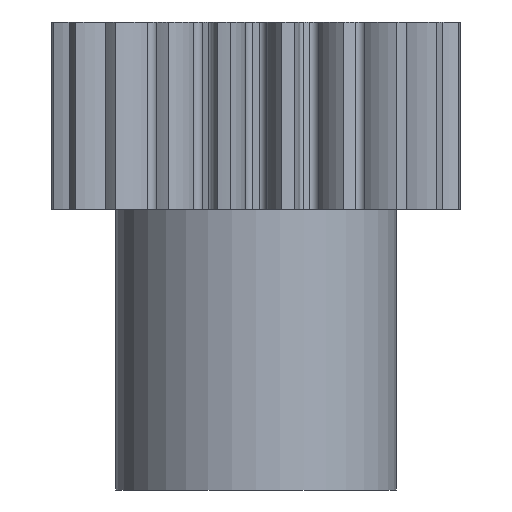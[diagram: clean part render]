
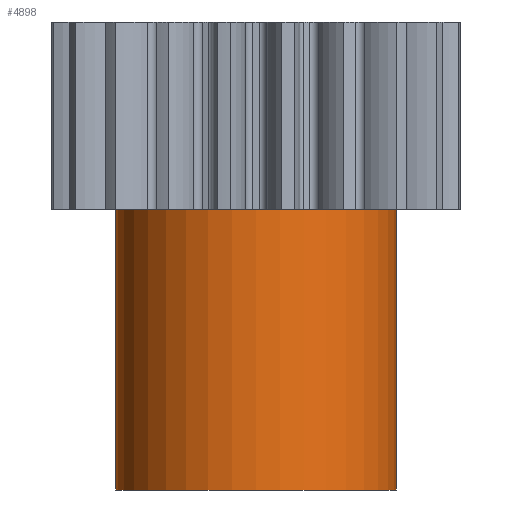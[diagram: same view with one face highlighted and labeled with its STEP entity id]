
A CAD part, front view. The second image highlights one B-rep face of the part: STEP entity #4898.
In plain terms, the highlighted cylindrical face has radius 60 mm (diameter 120 mm), a partial arc.
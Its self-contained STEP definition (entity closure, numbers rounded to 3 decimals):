
#1108 = EDGE_CURVE ( 'NONE', #4701, #4686, #3348, .T. ) ;
#3341 = DIRECTION ( 'NONE',  ( 1., 0., 0. ) ) ;
#3342 = DIRECTION ( 'NONE',  ( 0., 0., 1. ) ) ;
#3343 = CARTESIAN_POINT ( 'NONE',  ( 0., 0., 0. ) ) ;
#3348 = CIRCLE ( 'NONE', #3356, 60. ) ;
#3356 = AXIS2_PLACEMENT_3D ( 'NONE', #3343, #3342, #3341 ) ;
#4068 = CARTESIAN_POINT ( 'NONE',  ( -60., 0., -120. ) ) ;
#4097 = CARTESIAN_POINT ( 'NONE',  ( -60., 0., -120. ) ) ;
#4098 = LINE ( 'NONE', #4097, #4127 ) ;
#4125 = CARTESIAN_POINT ( 'NONE',  ( 60., 0., 0. ) ) ;
#4126 = DIRECTION ( 'NONE',  ( 0., 0., 1. ) ) ;
#4127 = VECTOR ( 'NONE', #4126, 1000. ) ;
#4358 = LINE ( 'NONE', #4368, #4397 ) ;
#4367 = DIRECTION ( 'NONE',  ( 0., 0., 1. ) ) ;
#4368 = CARTESIAN_POINT ( 'NONE',  ( 60., 0., -120. ) ) ;
#4370 = CARTESIAN_POINT ( 'NONE',  ( 60., 0., -120. ) ) ;
#4396 = CARTESIAN_POINT ( 'NONE',  ( -60., 0., 0. ) ) ;
#4397 = VECTOR ( 'NONE', #4367, 1000. ) ;
#4548 = DIRECTION ( 'NONE',  ( 1., 0., 0. ) ) ;
#4568 = DIRECTION ( 'NONE',  ( 0., 0., 1. ) ) ;
#4569 = AXIS2_PLACEMENT_3D ( 'NONE', #4583, #4568, #4628 ) ;
#4570 = CARTESIAN_POINT ( 'NONE',  ( 0., 0., -120. ) ) ;
#4571 = CYLINDRICAL_SURFACE ( 'NONE', #4581, 60. ) ;
#4576 = FACE_OUTER_BOUND ( 'NONE', #4891, .T. ) ;
#4580 = CIRCLE ( 'NONE', #4569, 60. ) ;
#4581 = AXIS2_PLACEMENT_3D ( 'NONE', #4570, #4626, #4548 ) ;
#4583 = CARTESIAN_POINT ( 'NONE',  ( 0., 0., -120. ) ) ;
#4626 = DIRECTION ( 'NONE',  ( 0., 0., 1. ) ) ;
#4628 = DIRECTION ( 'NONE',  ( 1., 0., 0. ) ) ;
#4674 = VERTEX_POINT ( 'NONE', #4068 ) ;
#4686 = VERTEX_POINT ( 'NONE', #4125 ) ;
#4688 = EDGE_CURVE ( 'NONE', #4674, #4701, #4098, .T. ) ;
#4690 = VERTEX_POINT ( 'NONE', #4370 ) ;
#4696 = EDGE_CURVE ( 'NONE', #4690, #4686, #4358, .T. ) ;
#4701 = VERTEX_POINT ( 'NONE', #4396 ) ;
#4891 = EDGE_LOOP ( 'NONE', ( #4900, #4901, #4902, #4892 ) ) ;
#4892 = ORIENTED_EDGE ( 'NONE', *, *, #1108, .F. ) ;
#4897 = EDGE_CURVE ( 'NONE', #4674, #4690, #4580, .T. ) ;
#4898 = ADVANCED_FACE ( 'NONE', ( #4576 ), #4571, .T. ) ;
#4900 = ORIENTED_EDGE ( 'NONE', *, *, #4688, .F. ) ;
#4901 = ORIENTED_EDGE ( 'NONE', *, *, #4897, .T. ) ;
#4902 = ORIENTED_EDGE ( 'NONE', *, *, #4696, .T. ) ;
